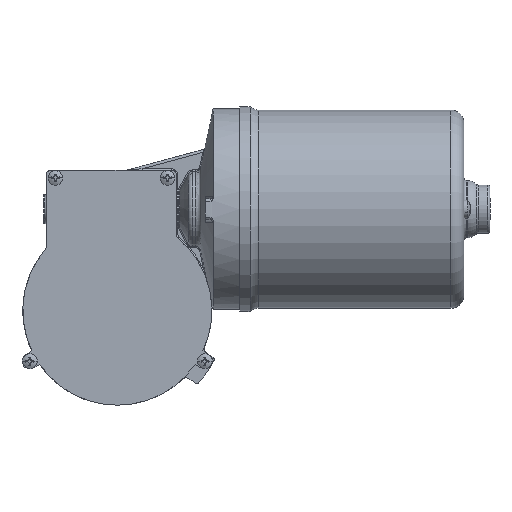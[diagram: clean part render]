
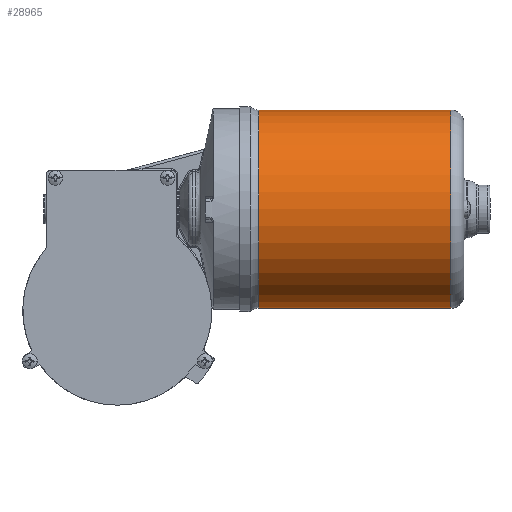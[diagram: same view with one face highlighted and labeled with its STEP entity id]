
A CAD part, front view. The second image highlights one B-rep face of the part: STEP entity #28965.
In plain terms, the highlighted cylindrical face has radius 38 mm (diameter 76 mm), a partial arc.
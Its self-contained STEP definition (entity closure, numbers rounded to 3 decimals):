
#532 = DIRECTION ( 'NONE',  ( 1., 0., 0. ) ) ;
#2536 = EDGE_LOOP ( 'NONE', ( #5285, #16732, #17979, #11172 ) ) ;
#4100 = EDGE_CURVE ( 'NONE', #19525, #9401, #10388, .T. ) ;
#4465 = DIRECTION ( 'NONE',  ( -1., 0., 0. ) ) ;
#5253 = VERTEX_POINT ( 'NONE', #7753 ) ;
#5285 = ORIENTED_EDGE ( 'NONE', *, *, #19950, .T. ) ;
#7753 = CARTESIAN_POINT ( 'NONE',  ( -7.307, 0., 38. ) ) ;
#8060 = VECTOR ( 'NONE', #25784, 1000. ) ;
#9401 = VERTEX_POINT ( 'NONE', #24954 ) ;
#9541 = DIRECTION ( 'NONE',  ( 0., 0., -1. ) ) ;
#10388 = LINE ( 'NONE', #23060, #17177 ) ;
#10583 = AXIS2_PLACEMENT_3D ( 'NONE', #19871, #31772, #29290 ) ;
#11172 = ORIENTED_EDGE ( 'NONE', *, *, #4100, .F. ) ;
#15341 = DIRECTION ( 'NONE',  ( 1., 0., 0. ) ) ;
#16732 = ORIENTED_EDGE ( 'NONE', *, *, #25721, .T. ) ;
#17177 = VECTOR ( 'NONE', #532, 1000. ) ;
#17979 = ORIENTED_EDGE ( 'NONE', *, *, #22540, .T. ) ;
#18623 = AXIS2_PLACEMENT_3D ( 'NONE', #27834, #15341, #22249 ) ;
#19525 = VERTEX_POINT ( 'NONE', #27278 ) ;
#19871 = CARTESIAN_POINT ( 'NONE',  ( -86., 0., 0. ) ) ;
#19950 = EDGE_CURVE ( 'NONE', #19525, #28062, #31293, .T. ) ;
#22028 = CYLINDRICAL_SURFACE ( 'NONE', #10583, 38. ) ;
#22249 = DIRECTION ( 'NONE',  ( 0., 0., 1. ) ) ;
#22540 = EDGE_CURVE ( 'NONE', #5253, #9401, #28722, .T. ) ;
#23060 = CARTESIAN_POINT ( 'NONE',  ( -86., 0., -38. ) ) ;
#24954 = CARTESIAN_POINT ( 'NONE',  ( -7.307, 0., -38. ) ) ;
#25464 = LINE ( 'NONE', #25638, #8060 ) ;
#25638 = CARTESIAN_POINT ( 'NONE',  ( -86., 0., 38. ) ) ;
#25721 = EDGE_CURVE ( 'NONE', #28062, #5253, #25464, .T. ) ;
#25784 = DIRECTION ( 'NONE',  ( 1., 0., 0. ) ) ;
#26617 = AXIS2_PLACEMENT_3D ( 'NONE', #26977, #4465, #9541 ) ;
#26977 = CARTESIAN_POINT ( 'NONE',  ( -7.307, 0., 0. ) ) ;
#27278 = CARTESIAN_POINT ( 'NONE',  ( -81., 0., -38. ) ) ;
#27834 = CARTESIAN_POINT ( 'NONE',  ( -81., 0., 0. ) ) ;
#28062 = VERTEX_POINT ( 'NONE', #29897 ) ;
#28722 = CIRCLE ( 'NONE', #26617, 38. ) ;
#28965 = ADVANCED_FACE ( 'NONE', ( #29615 ), #22028, .T. ) ;
#29290 = DIRECTION ( 'NONE',  ( 0., 0., -1. ) ) ;
#29615 = FACE_OUTER_BOUND ( 'NONE', #2536, .T. ) ;
#29897 = CARTESIAN_POINT ( 'NONE',  ( -81., 0., 38. ) ) ;
#31293 = CIRCLE ( 'NONE', #18623, 38. ) ;
#31772 = DIRECTION ( 'NONE',  ( 1., 0., 0. ) ) ;
